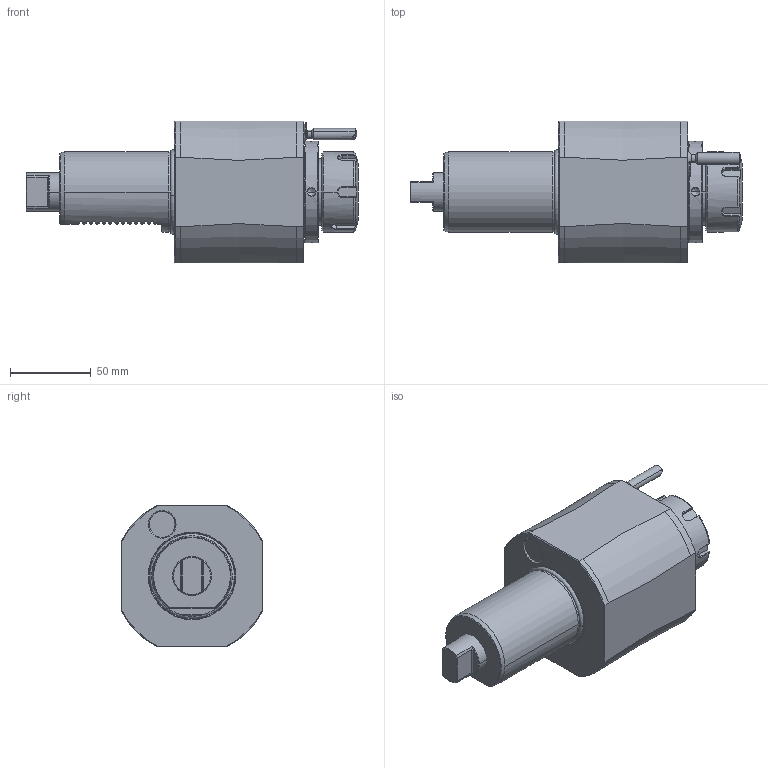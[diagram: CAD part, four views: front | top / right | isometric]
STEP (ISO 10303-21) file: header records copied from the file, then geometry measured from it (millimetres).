
FILE_DESCRIPTION((''),'2;1');
FILE_NAME('NGT1_50_121_32_1','2020-02-13T',('vali'),('NOVA GRUP'),'PRO/ENGINEER BY PARAMETRIC TECHNOLOGY CORPORATION, 2010280','PRO/ENGINEER BY PARAMETRIC TECHNOLOGY CORPORATION, 2010280','');
FILE_SCHEMA(('CONFIG_CONTROL_DESIGN'));
Length unit declared in the file: millimetre
Products named in the file (1): NGT1_50_121_32_1
Bounding box: 206.1 x 88 x 88 mm (x, y, z)
Volume: 763937.1 mm3; surface area: 62052.6 mm2
Topology: 1 solids, 1 shells, 261 faces, 677 edges, 424 vertices
Faces by surface type: plane 114, cylinder 59, cone 39, bspline 28, torus 19, sphere 2
Entity records: 12230 total; most frequent: CARTESIAN_POINT 6292, ORIENTED_EDGE 1338, DIRECTION 1053, EDGE_CURVE 669, VERTEX_POINT 424, AXIS2_PLACEMENT_3D 386, VECTOR 281, LINE 281
